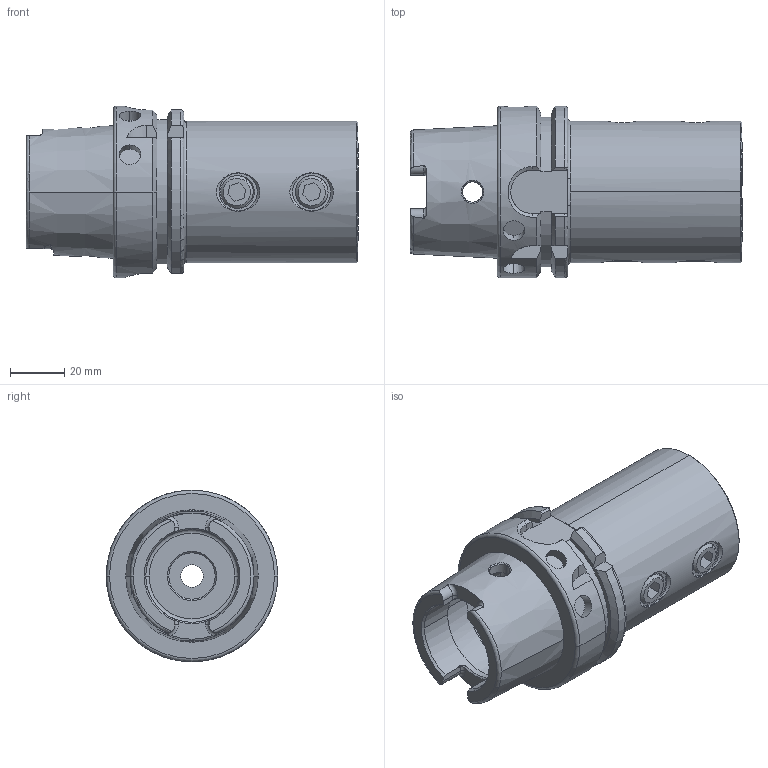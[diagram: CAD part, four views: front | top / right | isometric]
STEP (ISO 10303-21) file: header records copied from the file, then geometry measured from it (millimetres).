
FILE_DESCRIPTION (( 'STEP AP203' ), '1' );
FILE_NAME ('9163A-E132090.STEP', '2021-04-26T10:02:07', ( '' ), ( '' ), 'SwSTEP 2.0', 'SolidWorks 2018', '' );
FILE_SCHEMA (( 'CONFIG_CONTROL_DESIGN' ));
Length unit declared in the file: millimetre
Products named in the file (7): HSKA63EM32090D1=52WW R01; M12X1X12; 9163A-E132090
Assembly tree (4 placements, depth 3):
  HSKA63EM32090D1=52WW R01
  M12X1X12
  M12X1X12
  9163A-E132090
    HSKA63EM32090D1=52WW R01
      HSKA63EM32090D1=52WW R01
      M12X1X12  x2
Bounding box: 121.95 x 63 x 63 mm (x, y, z)
Volume: 165356.9 mm3; surface area: 40920.6 mm2
Topology: 3 solids, 3 shells, 222 faces, 551 edges, 345 vertices
Faces by surface type: plane 73, cylinder 63, cone 40, torus 26, bspline 16, sphere 4
Entity records: 8923 total; most frequent: CARTESIAN_POINT 3463, ORIENTED_EDGE 1034, DIRECTION 968, EDGE_CURVE 517, AXIS2_PLACEMENT_3D 389, VERTEX_POINT 325, EDGE_LOOP 228, FACE_OUTER_BOUND 207
